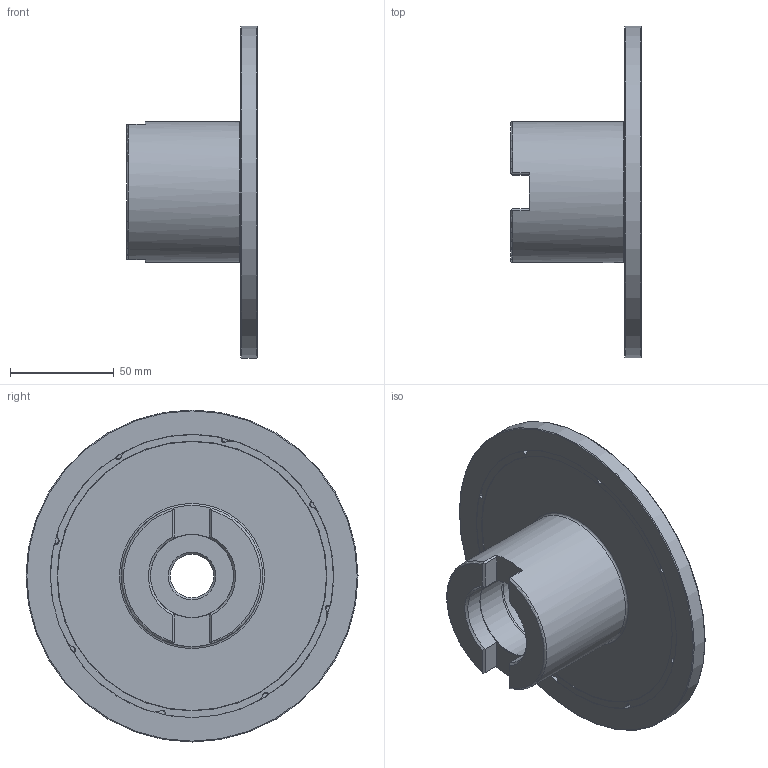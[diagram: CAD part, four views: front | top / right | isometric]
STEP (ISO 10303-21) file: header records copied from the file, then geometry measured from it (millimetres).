
FILE_DESCRIPTION (( 'STEP AP214' ), '1' );
FILE_NAME ('SFA 160-08-8.STEP', '2013-08-28T09:10:49', ( '' ), ( '' ), 'SwSTEP 2.0', 'SolidWorks 2013', '' );
FILE_SCHEMA (( 'AUTOMOTIVE_DESIGN' ));
Length unit declared in the file: millimetre
Products named in the file (1): SFA 160-08-8
Bounding box: 63 x 160 x 160 mm (x, y, z)
Volume: 276365.7 mm3; surface area: 63293.5 mm2
Topology: 1 solids, 1 shells, 97 faces, 254 edges, 165 vertices
Faces by surface type: plane 56, cylinder 26, cone 10, torus 5
Full cylindrical faces by diameter (mm): 21 x1, 40 x2, 40.05 x1, 40.3 x2, 68 x1, 136.478 x2, 160 x1
Entity records: 3005 total; most frequent: CARTESIAN_POINT 766, ORIENTED_EDGE 452, DIRECTION 416, EDGE_CURVE 226, AXIS2_PLACEMENT_3D 168, VERTEX_POINT 158, EDGE_LOOP 126, FACE_OUTER_BOUND 110
